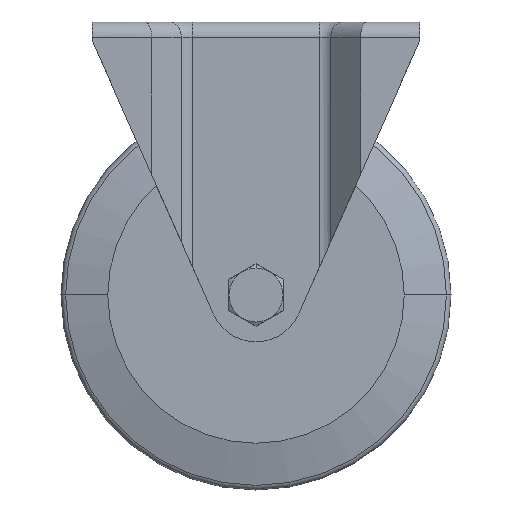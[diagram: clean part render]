
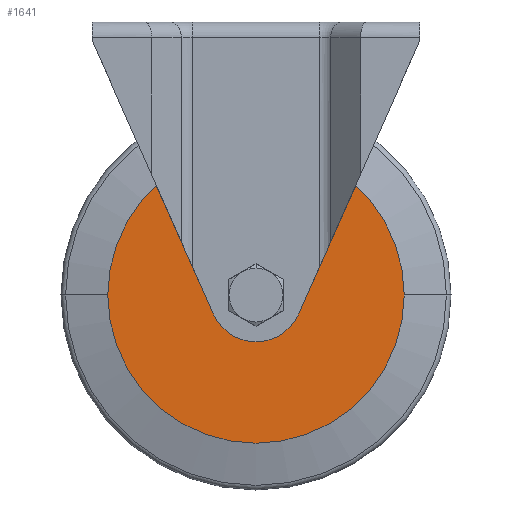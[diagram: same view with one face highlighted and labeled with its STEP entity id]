
A CAD part, front view. The second image highlights one B-rep face of the part: STEP entity #1641.
In plain terms, the highlighted planar face has unit normal (0, -1, 0).
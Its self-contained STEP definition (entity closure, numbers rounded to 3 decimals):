
#94 = CARTESIAN_POINT ( 'NONE',  ( 0., -22.5, -87.5 ) ) ;
#104 = EDGE_CURVE ( 'NONE', #811, #2965, #906, .T. ) ;
#173 = CARTESIAN_POINT ( 'NONE',  ( 0., -22.5, -87.5 ) ) ;
#404 = EDGE_CURVE ( 'NONE', #2787, #3278, #1412, .T. ) ;
#456 = DIRECTION ( 'NONE',  ( 0., 1., 0. ) ) ;
#530 = DIRECTION ( 'NONE',  ( 0., 1., 0. ) ) ;
#733 = AXIS2_PLACEMENT_3D ( 'NONE', #1486, #530, #1826 ) ;
#811 = VERTEX_POINT ( 'NONE', #3832 ) ;
#840 = CARTESIAN_POINT ( 'NONE',  ( 0., -22.5, -100. ) ) ;
#906 = CIRCLE ( 'NONE', #1053, 47.5 ) ;
#908 = CARTESIAN_POINT ( 'NONE',  ( 0., -22.5, -135. ) ) ;
#1053 = AXIS2_PLACEMENT_3D ( 'NONE', #2072, #3744, #3385 ) ;
#1189 = CARTESIAN_POINT ( 'NONE',  ( 52.25, -22.5, -139.75 ) ) ;
#1412 = CIRCLE ( 'NONE', #2679, 12.5 ) ;
#1427 = ORIENTED_EDGE ( 'NONE', *, *, #404, .T. ) ;
#1453 = CIRCLE ( 'NONE', #733, 12.5 ) ;
#1486 = CARTESIAN_POINT ( 'NONE',  ( 0., -22.5, -87.5 ) ) ;
#1517 = EDGE_CURVE ( 'NONE', #2965, #811, #2835, .T. ) ;
#1603 = EDGE_CURVE ( 'NONE', #3278, #2787, #1453, .T. ) ;
#1620 = FACE_OUTER_BOUND ( 'NONE', #2769, .T. ) ;
#1641 = ADVANCED_FACE ( 'NONE', ( #1620, #2487 ), #1811, .T. ) ;
#1674 = ORIENTED_EDGE ( 'NONE', *, *, #104, .F. ) ;
#1787 = DIRECTION ( 'NONE',  ( 1., 0., 0. ) ) ;
#1811 = PLANE ( 'NONE',  #2634 ) ;
#1826 = DIRECTION ( 'NONE',  ( 0., 0., 1. ) ) ;
#2009 = ORIENTED_EDGE ( 'NONE', *, *, #1517, .F. ) ;
#2072 = CARTESIAN_POINT ( 'NONE',  ( 0., -22.5, -87.5 ) ) ;
#2127 = DIRECTION ( 'NONE',  ( 0., -1., 0. ) ) ;
#2138 = DIRECTION ( 'NONE',  ( 0., 1., 0. ) ) ;
#2151 = DIRECTION ( 'NONE',  ( 0., 0., 1. ) ) ;
#2487 = FACE_BOUND ( 'NONE', #3610, .T. ) ;
#2634 = AXIS2_PLACEMENT_3D ( 'NONE', #1189, #2127, #1787 ) ;
#2679 = AXIS2_PLACEMENT_3D ( 'NONE', #173, #2138, #2151 ) ;
#2769 = EDGE_LOOP ( 'NONE', ( #1674, #2009 ) ) ;
#2787 = VERTEX_POINT ( 'NONE', #3183 ) ;
#2835 = CIRCLE ( 'NONE', #4079, 47.5 ) ;
#2965 = VERTEX_POINT ( 'NONE', #908 ) ;
#3070 = DIRECTION ( 'NONE',  ( 0., 0., 1. ) ) ;
#3183 = CARTESIAN_POINT ( 'NONE',  ( 0., -22.5, -75. ) ) ;
#3278 = VERTEX_POINT ( 'NONE', #840 ) ;
#3385 = DIRECTION ( 'NONE',  ( 0., 0., 1. ) ) ;
#3610 = EDGE_LOOP ( 'NONE', ( #1427, #3739 ) ) ;
#3739 = ORIENTED_EDGE ( 'NONE', *, *, #1603, .T. ) ;
#3744 = DIRECTION ( 'NONE',  ( 0., 1., 0. ) ) ;
#3832 = CARTESIAN_POINT ( 'NONE',  ( 0., -22.5, -40. ) ) ;
#4079 = AXIS2_PLACEMENT_3D ( 'NONE', #94, #456, #3070 ) ;
